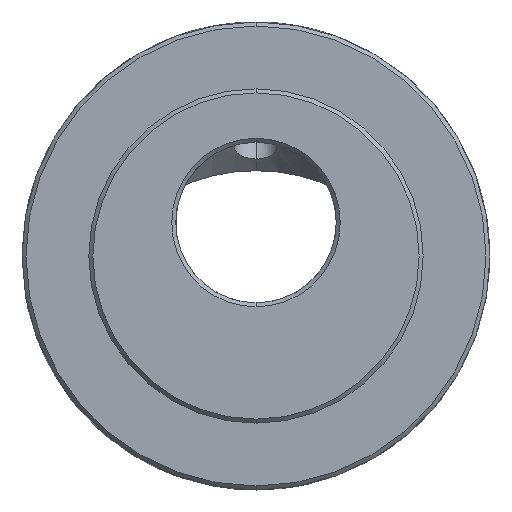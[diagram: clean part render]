
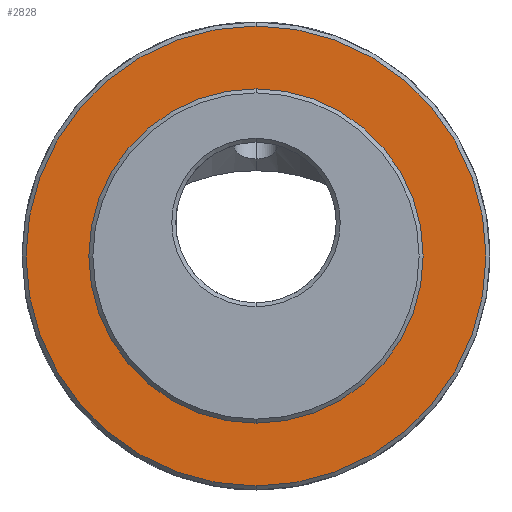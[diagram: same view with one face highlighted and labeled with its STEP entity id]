
A CAD part, front view. The second image highlights one B-rep face of the part: STEP entity #2828.
In plain terms, the highlighted planar face has unit normal (0, -1, 0).
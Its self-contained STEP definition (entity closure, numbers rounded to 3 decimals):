
#93 = CARTESIAN_POINT ( 'NONE',  ( -5.041, -17.16, 43. ) ) ;
#184 = AXIS2_PLACEMENT_3D ( 'NONE', #787, #3339, #3056 ) ;
#223 = ORIENTED_EDGE ( 'NONE', *, *, #293, .F. ) ;
#293 = EDGE_CURVE ( 'NONE', #2319, #327, #1905, .T. ) ;
#306 = DIRECTION ( 'NONE',  ( 0., -1., 0. ) ) ;
#313 = EDGE_LOOP ( 'NONE', ( #2611, #1162 ) ) ;
#327 = VERTEX_POINT ( 'NONE', #1243 ) ;
#434 = EDGE_CURVE ( 'NONE', #763, #1619, #3018, .T. ) ;
#496 = DIRECTION ( 'NONE',  ( 0., 0., -1. ) ) ;
#611 = CIRCLE ( 'NONE', #1273, 12.5 ) ;
#763 = VERTEX_POINT ( 'NONE', #2598 ) ;
#787 = CARTESIAN_POINT ( 'NONE',  ( -5.041, -17.16, 43. ) ) ;
#925 = DIRECTION ( 'NONE',  ( 0., -1., 0. ) ) ;
#1146 = EDGE_CURVE ( 'NONE', #1619, #763, #3170, .T. ) ;
#1162 = ORIENTED_EDGE ( 'NONE', *, *, #434, .T. ) ;
#1242 = DIRECTION ( 'NONE',  ( 0., 0., -1. ) ) ;
#1243 = CARTESIAN_POINT ( 'NONE',  ( -5.041, -17.16, 30.5 ) ) ;
#1266 = AXIS2_PLACEMENT_3D ( 'NONE', #3626, #306, #2602 ) ;
#1273 = AXIS2_PLACEMENT_3D ( 'NONE', #93, #1728, #1242 ) ;
#1323 = DIRECTION ( 'NONE',  ( 0., -1., 0. ) ) ;
#1619 = VERTEX_POINT ( 'NONE', #2773 ) ;
#1647 = CARTESIAN_POINT ( 'NONE',  ( -5.041, -17.16, 55.5 ) ) ;
#1728 = DIRECTION ( 'NONE',  ( 0., -1., 0. ) ) ;
#1741 = DIRECTION ( 'NONE',  ( 0., 0., -1. ) ) ;
#1905 = CIRCLE ( 'NONE', #1266, 12.5 ) ;
#2069 = EDGE_CURVE ( 'NONE', #327, #2319, #611, .T. ) ;
#2154 = AXIS2_PLACEMENT_3D ( 'NONE', #3026, #1323, #496 ) ;
#2175 = AXIS2_PLACEMENT_3D ( 'NONE', #2825, #925, #1741 ) ;
#2319 = VERTEX_POINT ( 'NONE', #1647 ) ;
#2437 = ORIENTED_EDGE ( 'NONE', *, *, #2069, .F. ) ;
#2598 = CARTESIAN_POINT ( 'NONE',  ( -5.041, -17.16, 25.8 ) ) ;
#2602 = DIRECTION ( 'NONE',  ( 0., 0., -1. ) ) ;
#2611 = ORIENTED_EDGE ( 'NONE', *, *, #1146, .T. ) ;
#2730 = FACE_BOUND ( 'NONE', #3199, .T. ) ;
#2773 = CARTESIAN_POINT ( 'NONE',  ( -5.041, -17.16, 60.2 ) ) ;
#2809 = PLANE ( 'NONE',  #2154 ) ;
#2825 = CARTESIAN_POINT ( 'NONE',  ( -5.041, -17.16, 43. ) ) ;
#2828 = ADVANCED_FACE ( 'NONE', ( #3605, #2730 ), #2809, .T. ) ;
#3018 = CIRCLE ( 'NONE', #184, 17.2 ) ;
#3026 = CARTESIAN_POINT ( 'NONE',  ( -5.041, -17.16, 43. ) ) ;
#3056 = DIRECTION ( 'NONE',  ( 0., 0., -1. ) ) ;
#3170 = CIRCLE ( 'NONE', #2175, 17.2 ) ;
#3199 = EDGE_LOOP ( 'NONE', ( #2437, #223 ) ) ;
#3339 = DIRECTION ( 'NONE',  ( 0., -1., 0. ) ) ;
#3605 = FACE_OUTER_BOUND ( 'NONE', #313, .T. ) ;
#3626 = CARTESIAN_POINT ( 'NONE',  ( -5.041, -17.16, 43. ) ) ;
